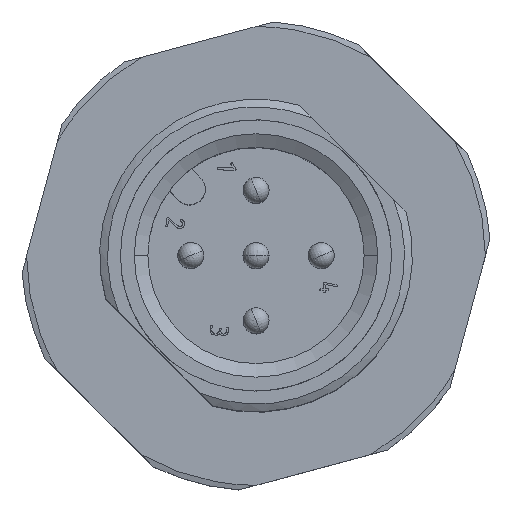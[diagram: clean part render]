
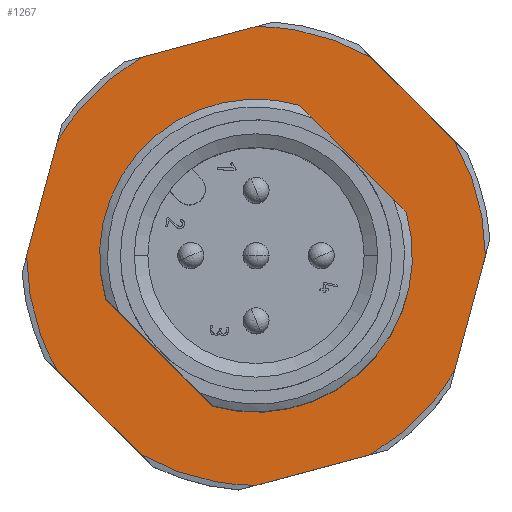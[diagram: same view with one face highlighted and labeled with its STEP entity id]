
A CAD part, top view. The second image highlights one B-rep face of the part: STEP entity #1267.
In plain terms, the highlighted planar face has unit normal (0, 0, 1).
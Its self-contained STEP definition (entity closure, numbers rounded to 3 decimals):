
#1149=AXIS2_PLACEMENT_3D('Circle Axis2P3D',#1147,#1148,$) ;
#1162=AXIS2_PLACEMENT_3D('Plane Axis2P3D',#1159,#1160,#1161) ;
#1244=AXIS2_PLACEMENT_3D('Circle Axis2P3D',#1242,#1243,$) ;
#1258=AXIS2_PLACEMENT_3D('Circle Axis2P3D',#1256,#1257,$) ;
#713=CARTESIAN_POINT('Vertex',(17.776,8.977,20.7)) ;
#716=CARTESIAN_POINT('Line Origine',(17.186,6.776,20.7)) ;
#720=CARTESIAN_POINT('Vertex',(16.597,4.576,20.7)) ;
#783=CARTESIAN_POINT('Vertex',(13.376,1.355,20.7)) ;
#786=CARTESIAN_POINT('Line Origine',(11.176,0.766,20.7)) ;
#790=CARTESIAN_POINT('Vertex',(8.975,0.176,20.7)) ;
#853=CARTESIAN_POINT('Vertex',(4.576,1.355,20.7)) ;
#856=CARTESIAN_POINT('Line Origine',(2.966,2.966,20.7)) ;
#860=CARTESIAN_POINT('Vertex',(1.355,4.576,20.7)) ;
#923=CARTESIAN_POINT('Vertex',(0.176,8.975,20.7)) ;
#926=CARTESIAN_POINT('Line Origine',(0.766,11.176,20.7)) ;
#930=CARTESIAN_POINT('Vertex',(1.355,13.376,20.7)) ;
#993=CARTESIAN_POINT('Vertex',(4.576,16.597,20.7)) ;
#996=CARTESIAN_POINT('Line Origine',(6.776,17.186,20.7)) ;
#1000=CARTESIAN_POINT('Vertex',(8.977,17.776,20.7)) ;
#1063=CARTESIAN_POINT('Vertex',(13.376,16.597,20.7)) ;
#1066=CARTESIAN_POINT('Line Origine',(14.986,14.986,20.7)) ;
#1070=CARTESIAN_POINT('Vertex',(16.597,13.376,20.7)) ;
#1147=CARTESIAN_POINT('Axis2P3D Location',(8.976,8.976,20.7)) ;
#1159=CARTESIAN_POINT('Axis2P3D Location',(8.976,8.976,20.7)) ;
#1165=CARTESIAN_POINT('Control Point',(4.576,1.355,20.7)) ;
#1166=CARTESIAN_POINT('Control Point',(5.332,0.919,20.7)) ;
#1167=CARTESIAN_POINT('Control Point',(6.141,0.576,20.7)) ;
#1168=CARTESIAN_POINT('Control Point',(6.989,0.336,20.7)) ;
#1169=CARTESIAN_POINT('Control Point',(7.906,0.196,20.7)) ;
#1170=CARTESIAN_POINT('Control Point',(8.827,0.177,20.7)) ;
#1171=CARTESIAN_POINT('Control Point',(8.877,0.176,20.7)) ;
#1172=CARTESIAN_POINT('Control Point',(8.926,0.176,20.7)) ;
#1173=CARTESIAN_POINT('Control Point',(8.975,0.176,20.7)) ;
#1176=CARTESIAN_POINT('Control Point',(13.376,1.355,20.7)) ;
#1177=CARTESIAN_POINT('Control Point',(14.132,1.791,20.7)) ;
#1178=CARTESIAN_POINT('Control Point',(14.833,2.321,20.7)) ;
#1179=CARTESIAN_POINT('Control Point',(15.464,2.935,20.7)) ;
#1180=CARTESIAN_POINT('Control Point',(16.044,3.66,20.7)) ;
#1181=CARTESIAN_POINT('Control Point',(16.522,4.448,20.7)) ;
#1182=CARTESIAN_POINT('Control Point',(16.547,4.49,20.7)) ;
#1183=CARTESIAN_POINT('Control Point',(16.572,4.533,20.7)) ;
#1184=CARTESIAN_POINT('Control Point',(16.597,4.576,20.7)) ;
#1187=CARTESIAN_POINT('Control Point',(13.376,16.597,20.7)) ;
#1188=CARTESIAN_POINT('Control Point',(12.62,17.033,20.7)) ;
#1189=CARTESIAN_POINT('Control Point',(11.811,17.376,20.7)) ;
#1190=CARTESIAN_POINT('Control Point',(10.963,17.616,20.7)) ;
#1191=CARTESIAN_POINT('Control Point',(10.046,17.756,20.7)) ;
#1192=CARTESIAN_POINT('Control Point',(9.125,17.775,20.7)) ;
#1193=CARTESIAN_POINT('Control Point',(9.075,17.776,20.7)) ;
#1194=CARTESIAN_POINT('Control Point',(9.026,17.776,20.7)) ;
#1195=CARTESIAN_POINT('Control Point',(8.977,17.776,20.7)) ;
#1198=CARTESIAN_POINT('Control Point',(4.576,16.597,20.7)) ;
#1199=CARTESIAN_POINT('Control Point',(3.82,16.161,20.7)) ;
#1200=CARTESIAN_POINT('Control Point',(3.119,15.631,20.7)) ;
#1201=CARTESIAN_POINT('Control Point',(2.488,15.017,20.7)) ;
#1202=CARTESIAN_POINT('Control Point',(1.908,14.292,20.7)) ;
#1203=CARTESIAN_POINT('Control Point',(1.43,13.504,20.7)) ;
#1204=CARTESIAN_POINT('Control Point',(1.405,13.462,20.7)) ;
#1205=CARTESIAN_POINT('Control Point',(1.38,13.419,20.7)) ;
#1206=CARTESIAN_POINT('Control Point',(1.355,13.376,20.7)) ;
#1209=CARTESIAN_POINT('Control Point',(0.176,8.975,20.7)) ;
#1210=CARTESIAN_POINT('Control Point',(0.176,8.103,20.7)) ;
#1211=CARTESIAN_POINT('Control Point',(0.284,7.232,20.7)) ;
#1212=CARTESIAN_POINT('Control Point',(0.5,6.377,20.7)) ;
#1213=CARTESIAN_POINT('Control Point',(0.838,5.513,20.7)) ;
#1214=CARTESIAN_POINT('Control Point',(1.282,4.705,20.7)) ;
#1215=CARTESIAN_POINT('Control Point',(1.306,4.662,20.7)) ;
#1216=CARTESIAN_POINT('Control Point',(1.33,4.619,20.7)) ;
#1217=CARTESIAN_POINT('Control Point',(1.355,4.576,20.7)) ;
#1233=CARTESIAN_POINT('Line Origine',(12.688,12.688,20.7)) ;
#1237=CARTESIAN_POINT('Vertex',(10.634,14.742,20.7)) ;
#1239=CARTESIAN_POINT('Vertex',(14.742,10.634,20.7)) ;
#1242=CARTESIAN_POINT('Axis2P3D Location',(8.976,8.976,20.7)) ;
#1246=CARTESIAN_POINT('Vertex',(7.318,3.21,20.7)) ;
#1249=CARTESIAN_POINT('Line Origine',(5.264,5.264,20.7)) ;
#1253=CARTESIAN_POINT('Vertex',(3.21,7.318,20.7)) ;
#1256=CARTESIAN_POINT('Axis2P3D Location',(8.976,8.976,20.7)) ;
#717=DIRECTION('Vector Direction',(-0.259,-0.966,0.)) ;
#787=DIRECTION('Vector Direction',(-0.966,-0.259,0.)) ;
#857=DIRECTION('Vector Direction',(-0.707,0.707,0.)) ;
#927=DIRECTION('Vector Direction',(0.259,0.966,0.)) ;
#997=DIRECTION('Vector Direction',(0.966,0.259,0.)) ;
#1067=DIRECTION('Vector Direction',(0.707,-0.707,0.)) ;
#1148=DIRECTION('Axis2P3D Direction',(0.,0.,-1.)) ;
#1160=DIRECTION('Axis2P3D Direction',(0.,0.,-1.)) ;
#1161=DIRECTION('Axis2P3D XDirection',(-0.707,-0.707,0.)) ;
#1234=DIRECTION('Vector Direction',(0.707,-0.707,0.)) ;
#1243=DIRECTION('Axis2P3D Direction',(0.,0.,-1.)) ;
#1250=DIRECTION('Vector Direction',(-0.707,0.707,0.)) ;
#1257=DIRECTION('Axis2P3D Direction',(0.,0.,-1.)) ;
#718=VECTOR('Line Direction',#717,1.) ;
#788=VECTOR('Line Direction',#787,1.) ;
#858=VECTOR('Line Direction',#857,1.) ;
#928=VECTOR('Line Direction',#927,1.) ;
#998=VECTOR('Line Direction',#997,1.) ;
#1068=VECTOR('Line Direction',#1067,1.) ;
#1235=VECTOR('Line Direction',#1234,1.) ;
#1251=VECTOR('Line Direction',#1250,1.) ;
#1220=ORIENTED_EDGE('',*,*,#1174,.T.) ;
#1221=ORIENTED_EDGE('',*,*,#792,.F.) ;
#1222=ORIENTED_EDGE('',*,*,#1185,.T.) ;
#1223=ORIENTED_EDGE('',*,*,#722,.F.) ;
#1224=ORIENTED_EDGE('',*,*,#1151,.T.) ;
#1225=ORIENTED_EDGE('',*,*,#1072,.F.) ;
#1226=ORIENTED_EDGE('',*,*,#1196,.T.) ;
#1227=ORIENTED_EDGE('',*,*,#1002,.F.) ;
#1228=ORIENTED_EDGE('',*,*,#1207,.T.) ;
#1229=ORIENTED_EDGE('',*,*,#932,.F.) ;
#1230=ORIENTED_EDGE('',*,*,#1218,.T.) ;
#1231=ORIENTED_EDGE('',*,*,#862,.F.) ;
#1262=ORIENTED_EDGE('',*,*,#1241,.T.) ;
#1263=ORIENTED_EDGE('',*,*,#1248,.T.) ;
#1264=ORIENTED_EDGE('',*,*,#1255,.T.) ;
#1265=ORIENTED_EDGE('',*,*,#1260,.T.) ;
#1266=FACE_BOUND('',#1261,.T.) ;
#1267=ADVANCED_FACE('Hauptk\X2\00F6\X0\rper',(#1232,#1266),#1163,.F.) ;
#1164=B_SPLINE_CURVE_WITH_KNOTS('',5,(#1165,#1166,#1167,#1168,#1169,#1170,#1171,#1172,#1173),.UNSPECIFIED.,.F.,.U.,(6,3,6),(0.,6.166,6.515),.UNSPECIFIED.) ;
#1175=B_SPLINE_CURVE_WITH_KNOTS('',5,(#1176,#1177,#1178,#1179,#1180,#1181,#1182,#1183,#1184),.UNSPECIFIED.,.F.,.U.,(6,3,6),(0.,6.166,6.515),.UNSPECIFIED.) ;
#1186=B_SPLINE_CURVE_WITH_KNOTS('',5,(#1187,#1188,#1189,#1190,#1191,#1192,#1193,#1194,#1195),.UNSPECIFIED.,.F.,.U.,(6,3,6),(0.,6.166,6.515),.UNSPECIFIED.) ;
#1197=B_SPLINE_CURVE_WITH_KNOTS('',5,(#1198,#1199,#1200,#1201,#1202,#1203,#1204,#1205,#1206),.UNSPECIFIED.,.F.,.U.,(6,3,6),(0.,6.166,6.515),.UNSPECIFIED.) ;
#1208=B_SPLINE_CURVE_WITH_KNOTS('',5,(#1209,#1210,#1211,#1212,#1213,#1214,#1215,#1216,#1217),.UNSPECIFIED.,.F.,.U.,(6,3,6),(0.,6.166,6.515),.UNSPECIFIED.) ;
#1150=CIRCLE('generated circle',#1149,8.8) ;
#1245=CIRCLE('generated circle',#1244,6.) ;
#1259=CIRCLE('generated circle',#1258,6.) ;
#722=EDGE_CURVE('',#714,#721,#719,.T.) ;
#792=EDGE_CURVE('',#784,#791,#789,.T.) ;
#862=EDGE_CURVE('',#854,#861,#859,.T.) ;
#932=EDGE_CURVE('',#924,#931,#929,.T.) ;
#1002=EDGE_CURVE('',#994,#1001,#999,.T.) ;
#1072=EDGE_CURVE('',#1064,#1071,#1069,.T.) ;
#1151=EDGE_CURVE('',#714,#1071,#1150,.F.) ;
#1174=EDGE_CURVE('',#854,#791,#1164,.T.) ;
#1185=EDGE_CURVE('',#784,#721,#1175,.T.) ;
#1196=EDGE_CURVE('',#1064,#1001,#1186,.T.) ;
#1207=EDGE_CURVE('',#994,#931,#1197,.T.) ;
#1218=EDGE_CURVE('',#924,#861,#1208,.T.) ;
#1241=EDGE_CURVE('',#1238,#1240,#1236,.T.) ;
#1248=EDGE_CURVE('',#1240,#1247,#1245,.T.) ;
#1255=EDGE_CURVE('',#1247,#1254,#1252,.T.) ;
#1260=EDGE_CURVE('',#1254,#1238,#1259,.T.) ;
#1219=EDGE_LOOP('',(#1220,#1221,#1222,#1223,#1224,#1225,#1226,#1227,#1228,#1229,#1230,#1231)) ;
#1261=EDGE_LOOP('',(#1262,#1263,#1264,#1265)) ;
#1232=FACE_OUTER_BOUND('',#1219,.T.) ;
#719=LINE('Line',#716,#718) ;
#789=LINE('Line',#786,#788) ;
#859=LINE('Line',#856,#858) ;
#929=LINE('Line',#926,#928) ;
#999=LINE('Line',#996,#998) ;
#1069=LINE('Line',#1066,#1068) ;
#1236=LINE('Line',#1233,#1235) ;
#1252=LINE('Line',#1249,#1251) ;
#1163=PLANE('',#1162) ;
#714=VERTEX_POINT('',#713) ;
#721=VERTEX_POINT('',#720) ;
#784=VERTEX_POINT('',#783) ;
#791=VERTEX_POINT('',#790) ;
#854=VERTEX_POINT('',#853) ;
#861=VERTEX_POINT('',#860) ;
#924=VERTEX_POINT('',#923) ;
#931=VERTEX_POINT('',#930) ;
#994=VERTEX_POINT('',#993) ;
#1001=VERTEX_POINT('',#1000) ;
#1064=VERTEX_POINT('',#1063) ;
#1071=VERTEX_POINT('',#1070) ;
#1238=VERTEX_POINT('',#1237) ;
#1240=VERTEX_POINT('',#1239) ;
#1247=VERTEX_POINT('',#1246) ;
#1254=VERTEX_POINT('',#1253) ;
